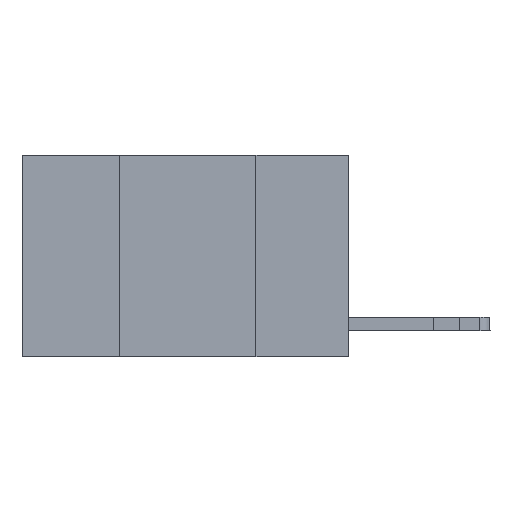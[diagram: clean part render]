
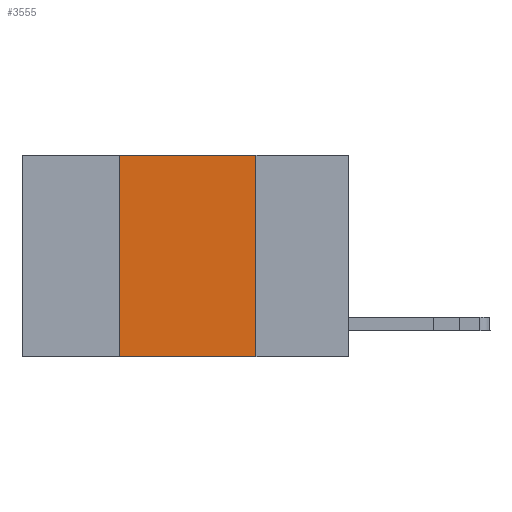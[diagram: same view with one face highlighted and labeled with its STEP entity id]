
A CAD part, left-side view. The second image highlights one B-rep face of the part: STEP entity #3555.
In plain terms, the highlighted planar face has unit normal (-1, 0, 0).
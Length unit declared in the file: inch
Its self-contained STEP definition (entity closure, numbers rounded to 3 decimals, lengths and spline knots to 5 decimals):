
#58 = ORIENTED_EDGE ( 'NONE', *, *, #8485, .F. ) ;
#82 = VERTEX_POINT ( 'NONE', #8859 ) ;
#312 = LINE ( 'NONE', #6807, #15901 ) ;
#620 = DIRECTION ( 'NONE',  ( 0., 0., -1. ) ) ;
#1392 = FACE_OUTER_BOUND ( 'NONE', #9519, .T. ) ;
#2102 = EDGE_CURVE ( 'NONE', #16925, #7591, #17678, .T. ) ;
#3555 = ADVANCED_FACE ( 'NONE', ( #1392 ), #12610, .F. ) ;
#3870 = CARTESIAN_POINT ( 'NONE',  ( 0., 0.17, -0.37 ) ) ;
#6714 = VERTEX_POINT ( 'NONE', #3870 ) ;
#6807 = CARTESIAN_POINT ( 'NONE',  ( 0., 0.6, -0.37 ) ) ;
#7476 = CARTESIAN_POINT ( 'NONE',  ( 0., 0.6, 0. ) ) ;
#7591 = VERTEX_POINT ( 'NONE', #12107 ) ;
#7599 = ORIENTED_EDGE ( 'NONE', *, *, #20316, .T. ) ;
#8310 = ORIENTED_EDGE ( 'NONE', *, *, #2102, .F. ) ;
#8485 = EDGE_CURVE ( 'NONE', #82, #16925, #10463, .T. ) ;
#8859 = CARTESIAN_POINT ( 'NONE',  ( 0., 0.42, -0.37 ) ) ;
#9519 = EDGE_LOOP ( 'NONE', ( #18408, #8310, #58, #7599 ) ) ;
#10463 = LINE ( 'NONE', #16840, #11853 ) ;
#11101 = CARTESIAN_POINT ( 'NONE',  ( 0., 0.6, 0. ) ) ;
#11197 = VECTOR ( 'NONE', #19360, 39.37008 ) ;
#11569 = EDGE_CURVE ( 'NONE', #7591, #6714, #13297, .T. ) ;
#11730 = CARTESIAN_POINT ( 'NONE',  ( 0., 0.17, 0. ) ) ;
#11853 = VECTOR ( 'NONE', #16948, 39.37008 ) ;
#12107 = CARTESIAN_POINT ( 'NONE',  ( 0., 0.17, 0. ) ) ;
#12610 = PLANE ( 'NONE',  #14564 ) ;
#13297 = LINE ( 'NONE', #11730, #16146 ) ;
#13975 = DIRECTION ( 'NONE',  ( 1., 0., 0. ) ) ;
#14564 = AXIS2_PLACEMENT_3D ( 'NONE', #7476, #13975, #15429 ) ;
#14661 = DIRECTION ( 'NONE',  ( 0., -1., 0. ) ) ;
#15429 = DIRECTION ( 'NONE',  ( 0., 0., -1. ) ) ;
#15901 = VECTOR ( 'NONE', #14661, 39.37008 ) ;
#16146 = VECTOR ( 'NONE', #620, 39.37008 ) ;
#16840 = CARTESIAN_POINT ( 'NONE',  ( 0., 0.42, 0. ) ) ;
#16925 = VERTEX_POINT ( 'NONE', #18861 ) ;
#16948 = DIRECTION ( 'NONE',  ( 0., 0., 1. ) ) ;
#17678 = LINE ( 'NONE', #11101, #11197 ) ;
#18408 = ORIENTED_EDGE ( 'NONE', *, *, #11569, .F. ) ;
#18861 = CARTESIAN_POINT ( 'NONE',  ( 0., 0.42, 0. ) ) ;
#19360 = DIRECTION ( 'NONE',  ( 0., -1., 0. ) ) ;
#20316 = EDGE_CURVE ( 'NONE', #82, #6714, #312, .T. ) ;
